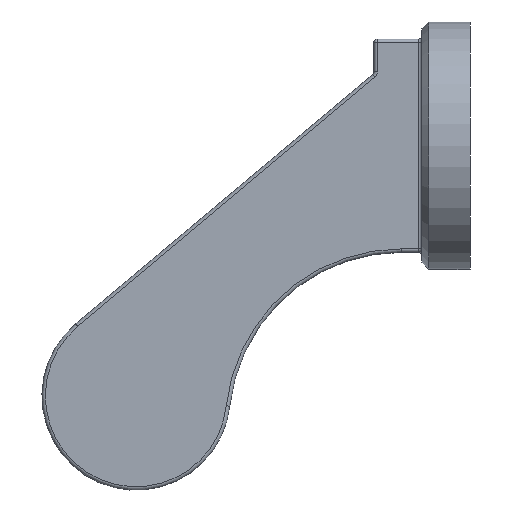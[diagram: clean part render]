
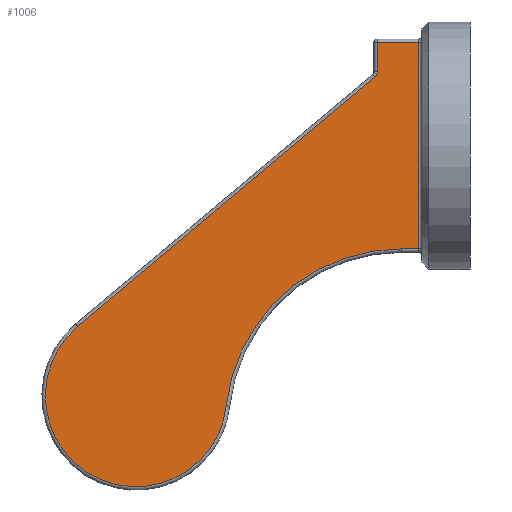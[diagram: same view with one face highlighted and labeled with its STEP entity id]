
A CAD part, left-side view. The second image highlights one B-rep face of the part: STEP entity #1006.
In plain terms, the highlighted planar face has unit normal (-1, 0, 0).
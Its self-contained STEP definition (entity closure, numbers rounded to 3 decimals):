
#12 = EDGE_CURVE ( 'NONE', #544, #148, #928, .T. ) ;
#24 = CARTESIAN_POINT ( 'NONE',  ( -20., 35., -75. ) ) ;
#40 = DIRECTION ( 'NONE',  ( 1., 0., 0. ) ) ;
#70 = ORIENTED_EDGE ( 'NONE', *, *, #1254, .T. ) ;
#73 = ORIENTED_EDGE ( 'NONE', *, *, #1015, .T. ) ;
#79 = CARTESIAN_POINT ( 'NONE',  ( -20., 242.856, -181.964 ) ) ;
#87 = ORIENTED_EDGE ( 'NONE', *, *, #553, .T. ) ;
#90 = LINE ( 'NONE', #1302, #927 ) ;
#106 = DIRECTION ( 'NONE',  ( 0., 0., -1. ) ) ;
#125 = CARTESIAN_POINT ( 'NONE',  ( -20., 67.5, 75. ) ) ;
#145 = CARTESIAN_POINT ( 'NONE',  ( -20., 69.286, 49.836 ) ) ;
#148 = VERTEX_POINT ( 'NONE', #1055 ) ;
#153 = CARTESIAN_POINT ( 'NONE',  ( -20., 242.856, -181.964 ) ) ;
#175 = FACE_OUTER_BOUND ( 'NONE', #202, .T. ) ;
#181 = VECTOR ( 'NONE', #422, 1000. ) ;
#189 = VERTEX_POINT ( 'NONE', #1074 ) ;
#202 = EDGE_LOOP ( 'NONE', ( #658, #715, #73, #855, #249, #1018, #70, #87 ) ) ;
#208 = DIRECTION ( 'NONE',  ( 0., 1., 0. ) ) ;
#249 = ORIENTED_EDGE ( 'NONE', *, *, #1051, .F. ) ;
#297 = VECTOR ( 'NONE', #1045, 1000. ) ;
#359 = CIRCLE ( 'NONE', #792, 5. ) ;
#382 = VERTEX_POINT ( 'NONE', #692 ) ;
#388 = VECTOR ( 'NONE', #106, 1000. ) ;
#422 = DIRECTION ( 'NONE',  ( 0., -1., 0. ) ) ;
#454 = VERTEX_POINT ( 'NONE', #526 ) ;
#479 = DIRECTION ( 'NONE',  ( -1., 0., 0. ) ) ;
#496 = DIRECTION ( 'NONE',  ( 0., 0., 1. ) ) ;
#508 = DIRECTION ( 'NONE',  ( 0., 0., 1. ) ) ;
#526 = CARTESIAN_POINT ( 'NONE',  ( -20., 37.5, 75. ) ) ;
#531 = CARTESIAN_POINT ( 'NONE',  ( -20., 50., -203. ) ) ;
#532 = DIRECTION ( 'NONE',  ( -1., 0., 0. ) ) ;
#544 = VERTEX_POINT ( 'NONE', #125 ) ;
#553 = EDGE_CURVE ( 'NONE', #1112, #189, #1225, .T. ) ;
#561 = VECTOR ( 'NONE', #208, 1000. ) ;
#581 = AXIS2_PLACEMENT_3D ( 'NONE', #79, #479, #880 ) ;
#587 = CARTESIAN_POINT ( 'NONE',  ( -20., 285.28, -131.405 ) ) ;
#599 = LINE ( 'NONE', #904, #561 ) ;
#634 = CIRCLE ( 'NONE', #1049, 66. ) ;
#642 = DIRECTION ( 'NONE',  ( 0., 0., 1. ) ) ;
#658 = ORIENTED_EDGE ( 'NONE', *, *, #740, .T. ) ;
#692 = CARTESIAN_POINT ( 'NONE',  ( -20., 37.5, -75. ) ) ;
#715 = ORIENTED_EDGE ( 'NONE', *, *, #933, .T. ) ;
#720 = DIRECTION ( 'NONE',  ( -1., 0., 0. ) ) ;
#740 = EDGE_CURVE ( 'NONE', #189, #382, #1050, .T. ) ;
#757 = VERTEX_POINT ( 'NONE', #145 ) ;
#765 = AXIS2_PLACEMENT_3D ( 'NONE', #531, #40, #1251 ) ;
#792 = AXIS2_PLACEMENT_3D ( 'NONE', #1310, #720, #508 ) ;
#855 = ORIENTED_EDGE ( 'NONE', *, *, #12, .T. ) ;
#880 = DIRECTION ( 'NONE',  ( 0., 0., 1. ) ) ;
#904 = CARTESIAN_POINT ( 'NONE',  ( -20., 67.5, 75. ) ) ;
#927 = VECTOR ( 'NONE', #496, 1000. ) ;
#928 = LINE ( 'NONE', #1255, #388 ) ;
#933 = EDGE_CURVE ( 'NONE', #382, #454, #90, .T. ) ;
#935 = CARTESIAN_POINT ( 'NONE',  ( -20., 285.28, -131.405 ) ) ;
#936 = VERTEX_POINT ( 'NONE', #587 ) ;
#984 = PLANE ( 'NONE',  #581 ) ;
#1006 = ADVANCED_FACE ( 'NONE', ( #175 ), #984, .T. ) ;
#1015 = EDGE_CURVE ( 'NONE', #454, #544, #599, .T. ) ;
#1018 = ORIENTED_EDGE ( 'NONE', *, *, #1218, .T. ) ;
#1028 = CARTESIAN_POINT ( 'NONE',  ( -20., 177.245, -189.121 ) ) ;
#1045 = DIRECTION ( 'NONE',  ( 0., 0.766, -0.643 ) ) ;
#1049 = AXIS2_PLACEMENT_3D ( 'NONE', #153, #532, #642 ) ;
#1050 = LINE ( 'NONE', #24, #181 ) ;
#1051 = EDGE_CURVE ( 'NONE', #757, #148, #359, .T. ) ;
#1055 = CARTESIAN_POINT ( 'NONE',  ( -20., 67.5, 53.666 ) ) ;
#1074 = CARTESIAN_POINT ( 'NONE',  ( -20., 50., -75. ) ) ;
#1112 = VERTEX_POINT ( 'NONE', #1028 ) ;
#1218 = EDGE_CURVE ( 'NONE', #757, #936, #1265, .T. ) ;
#1225 = CIRCLE ( 'NONE', #765, 128. ) ;
#1251 = DIRECTION ( 'NONE',  ( 0., 0., 1. ) ) ;
#1254 = EDGE_CURVE ( 'NONE', #936, #1112, #634, .T. ) ;
#1255 = CARTESIAN_POINT ( 'NONE',  ( -20., 67.5, 52.5 ) ) ;
#1265 = LINE ( 'NONE', #935, #297 ) ;
#1302 = CARTESIAN_POINT ( 'NONE',  ( -20., 37.5, 77.5 ) ) ;
#1310 = CARTESIAN_POINT ( 'NONE',  ( -20., 72.5, 53.666 ) ) ;
